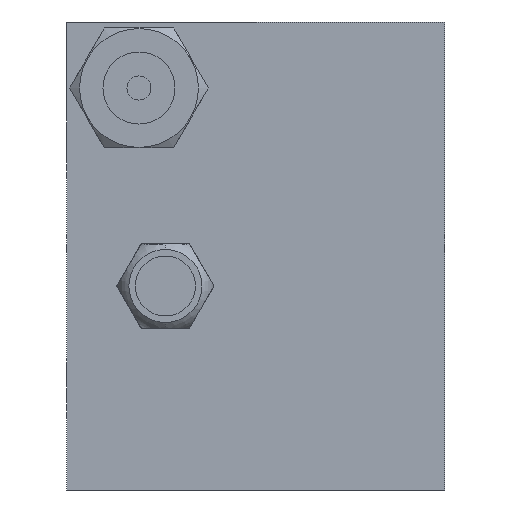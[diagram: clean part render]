
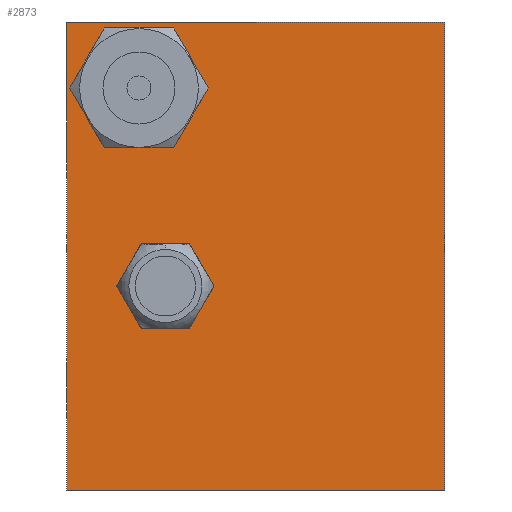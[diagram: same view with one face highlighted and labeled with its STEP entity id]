
A CAD part, left-side view. The second image highlights one B-rep face of the part: STEP entity #2873.
In plain terms, the highlighted planar face has unit normal (-1, 0, 0).
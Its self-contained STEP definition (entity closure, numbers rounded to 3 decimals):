
#125 = PLANE ( 'NONE',  #5015 ) ;
#159 = CARTESIAN_POINT ( 'NONE',  ( -39.654, 6.204, -24.1 ) ) ;
#177 = CARTESIAN_POINT ( 'NONE',  ( -39.654, -17.096, 0. ) ) ;
#276 = DIRECTION ( 'NONE',  ( -1., 0., 0. ) ) ;
#298 = DIRECTION ( 'NONE',  ( 0., 0., 1. ) ) ;
#321 = CARTESIAN_POINT ( 'NONE',  ( -39.654, 14.404, -39. ) ) ;
#498 = CARTESIAN_POINT ( 'NONE',  ( -39.654, 8.404, -7.6 ) ) ;
#626 = CARTESIAN_POINT ( 'NONE',  ( -39.654, 6.204, -19.9 ) ) ;
#629 = CARTESIAN_POINT ( 'NONE',  ( -39.654, 14.404, 0. ) ) ;
#737 = CARTESIAN_POINT ( 'NONE',  ( -39.654, 8.404, -3.4 ) ) ;
#947 = CIRCLE ( 'NONE', #2270, 2.1 ) ;
#1181 = FACE_BOUND ( 'NONE', #4735, .T. ) ;
#1182 = FACE_OUTER_BOUND ( 'NONE', #4800, .T. ) ;
#1185 = FACE_BOUND ( 'NONE', #4763, .T. ) ;
#2166 = AXIS2_PLACEMENT_3D ( 'NONE', #3423, #3422, #3430 ) ;
#2170 = AXIS2_PLACEMENT_3D ( 'NONE', #3344, #3342, #3419 ) ;
#2171 = AXIS2_PLACEMENT_3D ( 'NONE', #3885, #3903, #3909 ) ;
#2270 = AXIS2_PLACEMENT_3D ( 'NONE', #3223, #3416, #3411 ) ;
#2335 = VERTEX_POINT ( 'NONE', #498 ) ;
#2339 = VERTEX_POINT ( 'NONE', #159 ) ;
#2350 = VERTEX_POINT ( 'NONE', #737 ) ;
#2355 = VERTEX_POINT ( 'NONE', #626 ) ;
#2399 = VERTEX_POINT ( 'NONE', #629 ) ;
#2451 = VERTEX_POINT ( 'NONE', #177 ) ;
#2473 = ORIENTED_EDGE ( 'NONE', *, *, #5244, .F. ) ;
#2474 = ORIENTED_EDGE ( 'NONE', *, *, #5277, .F. ) ;
#2475 = ORIENTED_EDGE ( 'NONE', *, *, #4826, .F. ) ;
#2476 = ORIENTED_EDGE ( 'NONE', *, *, #5247, .F. ) ;
#2478 = ORIENTED_EDGE ( 'NONE', *, *, #5255, .F. ) ;
#2495 = ORIENTED_EDGE ( 'NONE', *, *, #4898, .T. ) ;
#2496 = ORIENTED_EDGE ( 'NONE', *, *, #4946, .F. ) ;
#2498 = ORIENTED_EDGE ( 'NONE', *, *, #5250, .T. ) ;
#2626 = LINE ( 'NONE', #3490, #2627 ) ;
#2627 = VECTOR ( 'NONE', #3487, 1000. ) ;
#2635 = CIRCLE ( 'NONE', #2171, 2.1 ) ;
#2660 = LINE ( 'NONE', #3600, #2661 ) ;
#2661 = VECTOR ( 'NONE', #3864, 1000. ) ;
#2873 = ADVANCED_FACE ( 'NONE', ( #1181, #1185, #1182 ), #125, .T. ) ;
#3211 = CARTESIAN_POINT ( 'NONE',  ( -39.654, 14.404, -39. ) ) ;
#3223 = CARTESIAN_POINT ( 'NONE',  ( -39.654, 6.204, -22. ) ) ;
#3342 = DIRECTION ( 'NONE',  ( -1., 0., 0. ) ) ;
#3344 = CARTESIAN_POINT ( 'NONE',  ( -39.654, 8.404, -5.5 ) ) ;
#3396 = DIRECTION ( 'NONE',  ( 0., 0., 1. ) ) ;
#3411 = DIRECTION ( 'NONE',  ( 0., 0., 1. ) ) ;
#3416 = DIRECTION ( 'NONE',  ( -1., 0., 0. ) ) ;
#3419 = DIRECTION ( 'NONE',  ( 0., 0., 1. ) ) ;
#3422 = DIRECTION ( 'NONE',  ( -1., 0., 0. ) ) ;
#3423 = CARTESIAN_POINT ( 'NONE',  ( -39.654, 8.404, -5.5 ) ) ;
#3430 = DIRECTION ( 'NONE',  ( 0., 0., 1. ) ) ;
#3487 = DIRECTION ( 'NONE',  ( 0., 0., 1. ) ) ;
#3490 = CARTESIAN_POINT ( 'NONE',  ( -39.654, -17.096, -39. ) ) ;
#3600 = CARTESIAN_POINT ( 'NONE',  ( -39.654, 14.404, 0. ) ) ;
#3765 = DIRECTION ( 'NONE',  ( 0., -1., 0. ) ) ;
#3864 = DIRECTION ( 'NONE',  ( 0., -1., 0. ) ) ;
#3885 = CARTESIAN_POINT ( 'NONE',  ( -39.654, 6.204, -22. ) ) ;
#3888 = LINE ( 'NONE', #3211, #3896 ) ;
#3896 = VECTOR ( 'NONE', #3765, 1000. ) ;
#3903 = DIRECTION ( 'NONE',  ( -1., 0., 0. ) ) ;
#3909 = DIRECTION ( 'NONE',  ( 0., 0., 1. ) ) ;
#3942 = LINE ( 'NONE', #4212, #3949 ) ;
#3949 = VECTOR ( 'NONE', #3396, 1000. ) ;
#4212 = CARTESIAN_POINT ( 'NONE',  ( -39.654, 14.404, -39. ) ) ;
#4327 = CIRCLE ( 'NONE', #2166, 2.1 ) ;
#4334 = CIRCLE ( 'NONE', #2170, 2.1 ) ;
#4735 = EDGE_LOOP ( 'NONE', ( #2478, #2475 ) ) ;
#4763 = EDGE_LOOP ( 'NONE', ( #2476, #2473 ) ) ;
#4800 = EDGE_LOOP ( 'NONE', ( #2474, #2496, #2495, #2498 ) ) ;
#4826 = EDGE_CURVE ( 'NONE', #2339, #2355, #947, .T. ) ;
#4898 = EDGE_CURVE ( 'NONE', #5822, #5817, #3888, .T. ) ;
#4946 = EDGE_CURVE ( 'NONE', #5822, #2399, #3942, .T. ) ;
#5015 = AXIS2_PLACEMENT_3D ( 'NONE', #321, #276, #298 ) ;
#5244 = EDGE_CURVE ( 'NONE', #2335, #2350, #4327, .T. ) ;
#5247 = EDGE_CURVE ( 'NONE', #2350, #2335, #4334, .T. ) ;
#5250 = EDGE_CURVE ( 'NONE', #5817, #2451, #2626, .T. ) ;
#5255 = EDGE_CURVE ( 'NONE', #2355, #2339, #2635, .T. ) ;
#5277 = EDGE_CURVE ( 'NONE', #2399, #2451, #2660, .T. ) ;
#5328 = CARTESIAN_POINT ( 'NONE',  ( -39.654, 14.404, -39. ) ) ;
#5407 = CARTESIAN_POINT ( 'NONE',  ( -39.654, -17.096, -39. ) ) ;
#5817 = VERTEX_POINT ( 'NONE', #5407 ) ;
#5822 = VERTEX_POINT ( 'NONE', #5328 ) ;
